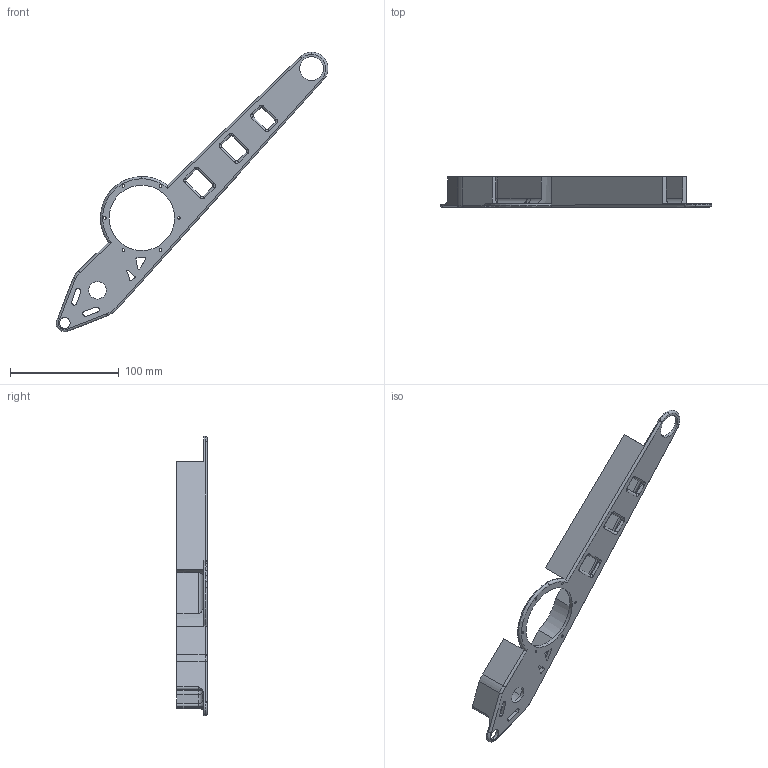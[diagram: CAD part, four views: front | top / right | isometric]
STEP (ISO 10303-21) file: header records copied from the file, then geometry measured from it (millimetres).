
FILE_DESCRIPTION (( 'STEP AP214' ), '1' );
FILE_NAME ('7 衵苤虯俋啣.STEP', '2024-03-26T06:19:20', ( '' ), ( '' ), 'SwSTEP 2.0', 'SolidWorks 2021', '' );
FILE_SCHEMA (( 'AUTOMOTIVE_DESIGN' ));
Length unit declared in the file: millimetre
Products named in the file (1): 7 衵苤虯俋啣
Bounding box: 249.51 x 28 x 256.6 mm (x, y, z)
Volume: 93208 mm3; surface area: 50444.4 mm2
Topology: 1 solids, 1 shells, 219 faces, 584 edges, 372 vertices
Faces by surface type: cylinder 110, plane 49, torus 31, bspline 29
Entity records: 8163 total; most frequent: CARTESIAN_POINT 2726, ORIENTED_EDGE 1168, DIRECTION 1124, EDGE_CURVE 584, AXIS2_PLACEMENT_3D 457, VERTEX_POINT 372, CIRCLE 266, EDGE_LOOP 258
